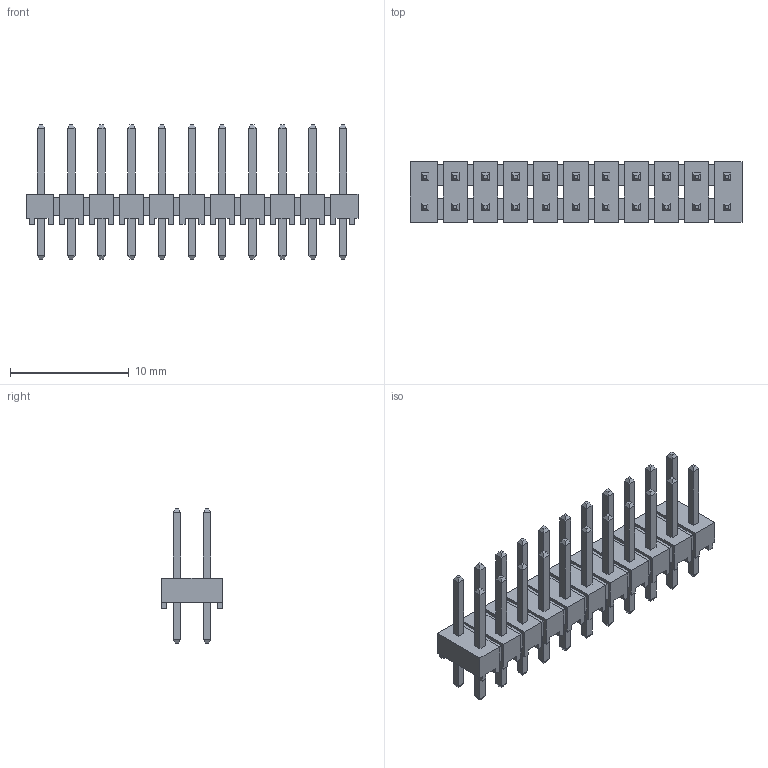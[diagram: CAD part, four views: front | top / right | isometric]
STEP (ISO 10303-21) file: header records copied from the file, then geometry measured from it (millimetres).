
FILE_DESCRIPTION(/* description */ (''),/* implementation_level */ '2;1');
FILE_NAME(/* name */ 'SAMTEC_TSW-111-23-L-D.stp',/* time_stamp */ '2017-03-08T13:03:45+01:00',/* author */ ('riccim'),/* organization */ ('SolidWorks'),/* preprocessor_version */ 'ST-DEVELOPER v15.5',/* originating_system */ 'AutoCAD Mechanical',/* authorisation */ ' ');
FILE_SCHEMA (('AUTOMOTIVE_DESIGN { 1 0 10303 214 3 1 1 }'));
Length unit declared in the file: millimetre
Products named in the file (1): Product
Bounding box: 27.94 x 5.08 x 11.3 mm (x, y, z)
Volume: 347.4 mm3; surface area: 1299.9 mm2
Topology: 75 solids, 75 shells, 762 faces, 1660 edges, 1048 vertices
Faces by surface type: plane 762
Entity records: 20088 total; most frequent: CARTESIAN_POINT 3471, ORIENTED_EDGE 3320, DIRECTION 3186, LINE 1660, VECTOR 1660, EDGE_CURVE 1660, VERTEX_POINT 1048, AXIS2_PLACEMENT_3D 763
